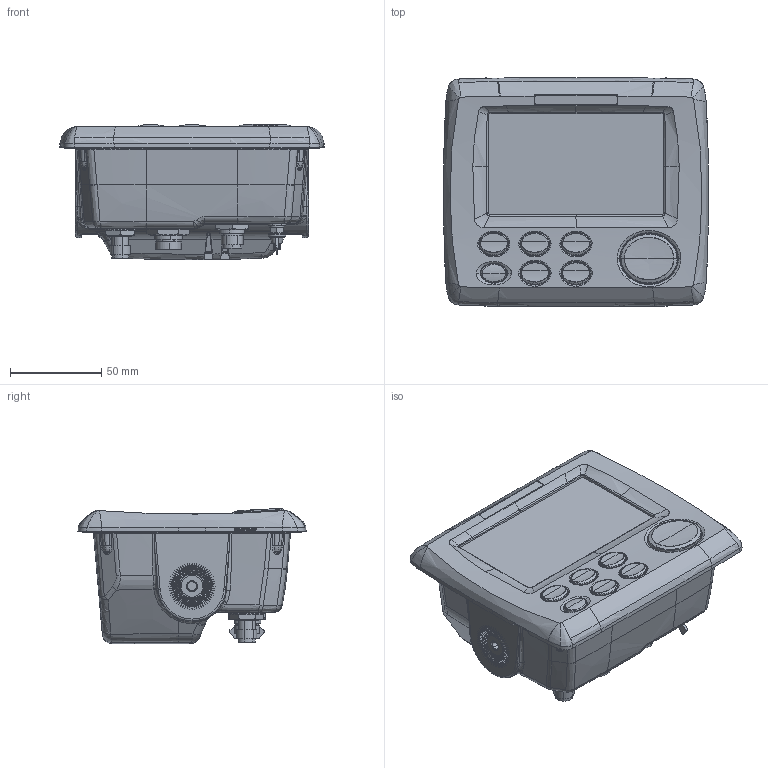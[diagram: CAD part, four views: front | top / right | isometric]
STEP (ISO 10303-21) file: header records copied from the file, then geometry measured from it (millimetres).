
FILE_DESCRIPTION(/* description */ ('START RECORD GO HERE. '),/* implementation_level */ '2;1');
FILE_NAME(/* name */ 'GP-33_RD-33.stp',/* time_stamp */ '2017-04-07T14:47:22+09:00',/* author */ ('yishizumi'),/* organization */ ('ARRK'),/* preprocessor_version */ 'ST-DEVELOPER v16.1',/* originating_system */ 'Autodesk Inventor 2016',/* authorisation */ '');
FILE_SCHEMA (('AUTOMOTIVE_DESIGN { 1 0 10303 214 3 1 1 }'));
Products named in the file (1): GP-33_RD-33
Bounding box: 145 x 125 x 74.16 mm (x, y, z)
Volume: 801868.3 mm3; surface area: 67382.8 mm2
Topology: 1 solids, 1 shells, 1590 faces, 4162 edges, 2628 vertices
Faces by surface type: bspline 846, cylinder 362, plane 228, cone 98, torus 32, sphere 24
Entity records: 101097 total; most frequent: CARTESIAN_POINT 64497, ORIENTED_EDGE 8298, DIRECTION 5904, EDGE_CURVE 4149, VERTEX_POINT 2621, AXIS2_PLACEMENT_3D 2062, LINE 1780, VECTOR 1780
